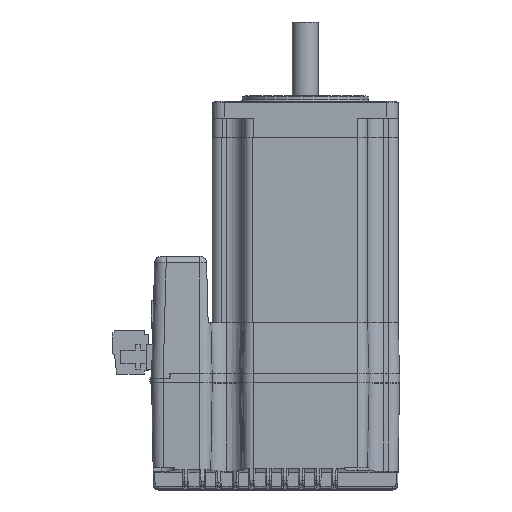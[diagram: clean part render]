
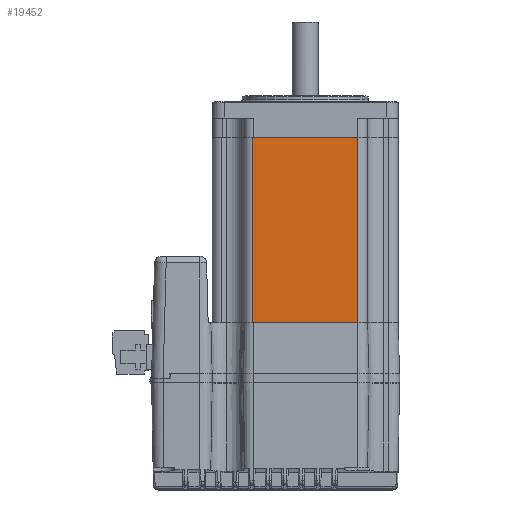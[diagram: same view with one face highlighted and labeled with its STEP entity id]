
A CAD part, top view. The second image highlights one B-rep face of the part: STEP entity #19452.
In plain terms, the highlighted planar face has unit normal (0, 0, 1).
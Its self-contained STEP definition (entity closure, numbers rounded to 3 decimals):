
#4937 = LINE ( 'NONE', #5004, #4987 ) ;
#4983 = AXIS2_PLACEMENT_3D ( 'NONE', #5100, #5099, #5098 ) ;
#4987 = VECTOR ( 'NONE', #5003, 1000. ) ;
#4998 = PLANE ( 'NONE',  #4983 ) ;
#5003 = DIRECTION ( 'NONE',  ( 0., 1., 0. ) ) ;
#5004 = CARTESIAN_POINT ( 'NONE',  ( -15.495, -47.977, 33.007 ) ) ;
#5039 = CARTESIAN_POINT ( 'NONE',  ( -15.495, 8.023, 33.007 ) ) ;
#5046 = LINE ( 'NONE', #5054, #5168 ) ;
#5054 = CARTESIAN_POINT ( 'NONE',  ( 16.105, 8.023, 33.007 ) ) ;
#5098 = DIRECTION ( 'NONE',  ( 0., 1., 0. ) ) ;
#5099 = DIRECTION ( 'NONE',  ( 0., 0., -1. ) ) ;
#5100 = CARTESIAN_POINT ( 'NONE',  ( 16.105, -47.977, 33.007 ) ) ;
#5107 = FACE_OUTER_BOUND ( 'NONE', #19471, .T. ) ;
#5112 = CARTESIAN_POINT ( 'NONE',  ( 16.105, 8.023, 33.007 ) ) ;
#5125 = LINE ( 'NONE', #5233, #5231 ) ;
#5167 = DIRECTION ( 'NONE',  ( -1., 0., 0. ) ) ;
#5168 = VECTOR ( 'NONE', #5167, 1000. ) ;
#5229 = DIRECTION ( 'NONE',  ( 0., 1., 0. ) ) ;
#5231 = VECTOR ( 'NONE', #5229, 1000. ) ;
#5233 = CARTESIAN_POINT ( 'NONE',  ( 16.105, -47.977, 33.007 ) ) ;
#6372 = CARTESIAN_POINT ( 'NONE',  ( -15.495, -47.977, 33.007 ) ) ;
#6451 = CARTESIAN_POINT ( 'NONE',  ( 16.105, -47.977, 33.007 ) ) ;
#6493 = DIRECTION ( 'NONE',  ( -1., 0., 0. ) ) ;
#6494 = VECTOR ( 'NONE', #6493, 1000. ) ;
#6496 = CARTESIAN_POINT ( 'NONE',  ( 16.105, -47.977, 33.007 ) ) ;
#6498 = LINE ( 'NONE', #6496, #6494 ) ;
#19448 = EDGE_CURVE ( 'NONE', #32933, #19460, #4937, .T. ) ;
#19451 = VERTEX_POINT ( 'NONE', #5112 ) ;
#19452 = ADVANCED_FACE ( 'NONE', ( #5107 ), #4998, .F. ) ;
#19453 = ORIENTED_EDGE ( 'NONE', *, *, #19448, .F. ) ;
#19454 = ORIENTED_EDGE ( 'NONE', *, *, #19469, .T. ) ;
#19460 = VERTEX_POINT ( 'NONE', #5039 ) ;
#19465 = ORIENTED_EDGE ( 'NONE', *, *, #19502, .T. ) ;
#19469 = EDGE_CURVE ( 'NONE', #19451, #19460, #5046, .T. ) ;
#19471 = EDGE_LOOP ( 'NONE', ( #19454, #19453, #19503, #19465 ) ) ;
#19502 = EDGE_CURVE ( 'NONE', #32955, #19451, #5125, .T. ) ;
#19503 = ORIENTED_EDGE ( 'NONE', *, *, #32975, .F. ) ;
#32933 = VERTEX_POINT ( 'NONE', #6372 ) ;
#32955 = VERTEX_POINT ( 'NONE', #6451 ) ;
#32975 = EDGE_CURVE ( 'NONE', #32955, #32933, #6498, .T. ) ;
